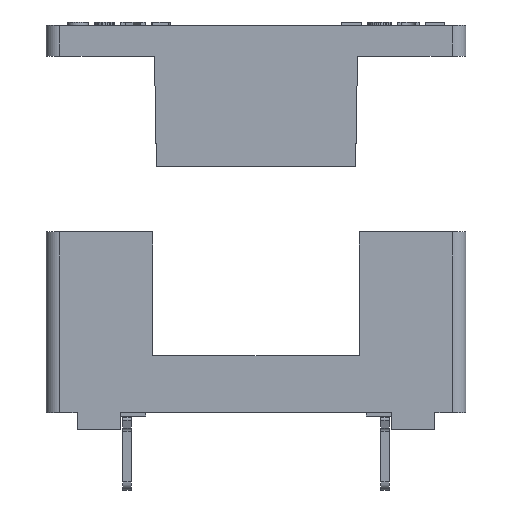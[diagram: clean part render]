
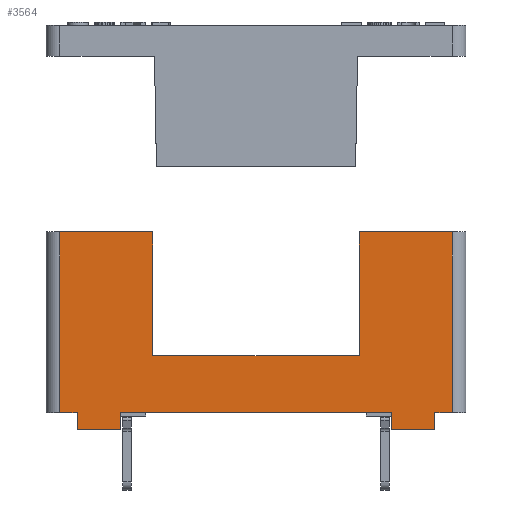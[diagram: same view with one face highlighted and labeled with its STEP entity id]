
A CAD part, front view. The second image highlights one B-rep face of the part: STEP entity #3564.
In plain terms, the highlighted planar face has unit normal (0, -1, 0).
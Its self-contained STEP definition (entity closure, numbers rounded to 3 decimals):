
#1585 = EDGE_CURVE( '', #5072, #5073, #5074, .T. );
#1653 = EDGE_CURVE( '', #5197, #5198, #5199, .T. );
#1777 = EDGE_CURVE( '', #5404, #5405, #5406, .T. );
#2881 = EDGE_CURVE( '', #5197, #7086, #7087, .T. );
#3155 = EDGE_CURVE( '', #5404, #5198, #7451, .T. );
#3564 = ADVANCED_FACE( '', ( #7972 ), #7973, .T. );
#3679 = EDGE_CURVE( '', #6920, #8109, #8110, .T. );
#3820 = EDGE_CURVE( '', #7696, #7448, #8278, .T. );
#3830 = EDGE_CURVE( '', #7925, #6154, #8290, .T. );
#4150 = EDGE_CURVE( '', #5405, #7053, #8661, .T. );
#4239 = EDGE_CURVE( '', #6920, #5072, #8766, .T. );
#4349 = EDGE_CURVE( '', #5073, #7448, #8897, .T. );
#4548 = EDGE_CURVE( '', #5060, #6213, #9133, .T. );
#4576 = EDGE_CURVE( '', #7053, #8109, #9165, .T. );
#4694 = EDGE_CURVE( '', #6154, #7086, #9294, .T. );
#4804 = EDGE_CURVE( '', #6213, #7925, #9419, .T. );
#4942 = EDGE_CURVE( '', #7696, #5060, #9573, .T. );
#5060 = VERTEX_POINT( '', #9701 );
#5072 = VERTEX_POINT( '', #9717 );
#5073 = VERTEX_POINT( '', #9718 );
#5074 = LINE( '', #9719, #9720 );
#5197 = VERTEX_POINT( '', #9901 );
#5198 = VERTEX_POINT( '', #9902 );
#5199 = LINE( '', #9903, #9904 );
#5404 = VERTEX_POINT( '', #10196 );
#5405 = VERTEX_POINT( '', #10197 );
#5406 = LINE( '', #10198, #10199 );
#6154 = VERTEX_POINT( '', #11294 );
#6213 = VERTEX_POINT( '', #11384 );
#6920 = VERTEX_POINT( '', #12450 );
#7053 = VERTEX_POINT( '', #12661 );
#7086 = VERTEX_POINT( '', #12712 );
#7087 = LINE( '', #12713, #12714 );
#7448 = VERTEX_POINT( '', #13263 );
#7451 = LINE( '', #13268, #13269 );
#7696 = VERTEX_POINT( '', #13653 );
#7925 = VERTEX_POINT( '', #14027 );
#7972 = FACE_OUTER_BOUND( '', #14101, .T. );
#7973 = PLANE( '', #14102 );
#8109 = VERTEX_POINT( '', #14334 );
#8110 = LINE( '', #14335, #14336 );
#8278 = LINE( '', #14756, #14757 );
#8290 = LINE( '', #14777, #14778 );
#8661 = LINE( '', #15523, #15524 );
#8766 = LINE( '', #15690, #15691 );
#8897 = LINE( '', #15892, #15893 );
#9133 = LINE( '', #16272, #16273 );
#9165 = LINE( '', #16323, #16324 );
#9294 = LINE( '', #16548, #16549 );
#9419 = LINE( '', #16751, #16752 );
#9573 = LINE( '', #17009, #17010 );
#9701 = CARTESIAN_POINT( '', ( -10.4, 0., -1.5 ) );
#9717 = CARTESIAN_POINT( '', ( 7.9, 0., -1.5 ) );
#9718 = CARTESIAN_POINT( '', ( 7.9, 0., -0.5 ) );
#9719 = CARTESIAN_POINT( '', ( 7.9, 0., -1.5 ) );
#9720 = VECTOR( '', #17198, 1000. );
#9901 = CARTESIAN_POINT( '', ( -6., 0., 2.8 ) );
#9902 = CARTESIAN_POINT( '', ( 6., 0., 2.8 ) );
#9903 = CARTESIAN_POINT( '', ( -6., 0., 2.8 ) );
#9904 = VECTOR( '', #17264, 1000. );
#10196 = CARTESIAN_POINT( '', ( 6., 0., 10. ) );
#10197 = CARTESIAN_POINT( '', ( 11.4, 0., 10. ) );
#10198 = CARTESIAN_POINT( '', ( 6., 0., 10. ) );
#10199 = VECTOR( '', #17488, 1000. );
#11294 = CARTESIAN_POINT( '', ( -11.4, 0., 10. ) );
#11384 = CARTESIAN_POINT( '', ( -10.4, 0., -0.5 ) );
#12450 = CARTESIAN_POINT( '', ( 10.4, 0., -1.5 ) );
#12661 = CARTESIAN_POINT( '', ( 11.4, 0., -0.5 ) );
#12712 = CARTESIAN_POINT( '', ( -6., 0., 10. ) );
#12713 = CARTESIAN_POINT( '', ( -6., 0., 2.8 ) );
#12714 = VECTOR( '', #19148, 1000. );
#13263 = CARTESIAN_POINT( '', ( -7.9, 0., -0.5 ) );
#13268 = CARTESIAN_POINT( '', ( 6., 0., 10. ) );
#13269 = VECTOR( '', #19557, 1000. );
#13653 = CARTESIAN_POINT( '', ( -7.9, 0., -1.5 ) );
#14027 = CARTESIAN_POINT( '', ( -11.4, 0., -0.5 ) );
#14101 = EDGE_LOOP( '', ( #20087, #20088, #20089, #20090, #20091, #20092, #20093, #20094, #20095, #20096, #20097, #20098, #20099, #20100, #20101, #20102 ) );
#14102 = AXIS2_PLACEMENT_3D( '', #20103, #20104, #20105 );
#14334 = CARTESIAN_POINT( '', ( 10.4, 0., -0.5 ) );
#14335 = CARTESIAN_POINT( '', ( 10.4, 0., -1.5 ) );
#14336 = VECTOR( '', #20216, 1000. );
#14756 = CARTESIAN_POINT( '', ( -7.9, 0., -1.5 ) );
#14757 = VECTOR( '', #20390, 1000. );
#14777 = CARTESIAN_POINT( '', ( -11.4, 0., -0.5 ) );
#14778 = VECTOR( '', #20397, 1000. );
#15523 = CARTESIAN_POINT( '', ( 11.4, 0., 10. ) );
#15524 = VECTOR( '', #20844, 1000. );
#15690 = CARTESIAN_POINT( '', ( 10.4, 0., -1.5 ) );
#15691 = VECTOR( '', #20987, 1000. );
#15892 = CARTESIAN_POINT( '', ( 7.9, 0., -0.5 ) );
#15893 = VECTOR( '', #21172, 1000. );
#16272 = CARTESIAN_POINT( '', ( -10.4, 0., -1.5 ) );
#16273 = VECTOR( '', #21683, 1000. );
#16323 = CARTESIAN_POINT( '', ( 11.4, 0., -0.5 ) );
#16324 = VECTOR( '', #21725, 1000. );
#16548 = CARTESIAN_POINT( '', ( -11.4, 0., 10. ) );
#16549 = VECTOR( '', #21864, 1000. );
#16751 = CARTESIAN_POINT( '', ( -10.4, 0., -0.5 ) );
#16752 = VECTOR( '', #22013, 1000. );
#17009 = CARTESIAN_POINT( '', ( -7.9, 0., -1.5 ) );
#17010 = VECTOR( '', #22194, 1000. );
#17198 = DIRECTION( '', ( 0., 0., 1. ) );
#17264 = DIRECTION( '', ( 1., 0., 0. ) );
#17488 = DIRECTION( '', ( 1., 0., 0. ) );
#19148 = DIRECTION( '', ( 0., 0., 1. ) );
#19557 = DIRECTION( '', ( 0., 0., -1. ) );
#20087 = ORIENTED_EDGE( '', *, *, #4349, .F. );
#20088 = ORIENTED_EDGE( '', *, *, #1585, .F. );
#20089 = ORIENTED_EDGE( '', *, *, #4239, .F. );
#20090 = ORIENTED_EDGE( '', *, *, #3679, .T. );
#20091 = ORIENTED_EDGE( '', *, *, #4576, .F. );
#20092 = ORIENTED_EDGE( '', *, *, #4150, .F. );
#20093 = ORIENTED_EDGE( '', *, *, #1777, .F. );
#20094 = ORIENTED_EDGE( '', *, *, #3155, .T. );
#20095 = ORIENTED_EDGE( '', *, *, #1653, .F. );
#20096 = ORIENTED_EDGE( '', *, *, #2881, .T. );
#20097 = ORIENTED_EDGE( '', *, *, #4694, .F. );
#20098 = ORIENTED_EDGE( '', *, *, #3830, .F. );
#20099 = ORIENTED_EDGE( '', *, *, #4804, .F. );
#20100 = ORIENTED_EDGE( '', *, *, #4548, .F. );
#20101 = ORIENTED_EDGE( '', *, *, #4942, .F. );
#20102 = ORIENTED_EDGE( '', *, *, #3820, .T. );
#20103 = CARTESIAN_POINT( '', ( 11.97, 0., 10.288 ) );
#20104 = DIRECTION( '', ( 0., -1., 0. ) );
#20105 = DIRECTION( '', ( -1., 0., 0. ) );
#20216 = DIRECTION( '', ( 0., 0., 1. ) );
#20390 = DIRECTION( '', ( 0., 0., 1. ) );
#20397 = DIRECTION( '', ( 0., 0., 1. ) );
#20844 = DIRECTION( '', ( 0., 0., -1. ) );
#20987 = DIRECTION( '', ( -1., 0., 0. ) );
#21172 = DIRECTION( '', ( -1., 0., 0. ) );
#21683 = DIRECTION( '', ( 0., 0., 1. ) );
#21725 = DIRECTION( '', ( -1., 0., 0. ) );
#21864 = DIRECTION( '', ( 1., 0., 0. ) );
#22013 = DIRECTION( '', ( -1., 0., 0. ) );
#22194 = DIRECTION( '', ( -1., 0., 0. ) );
